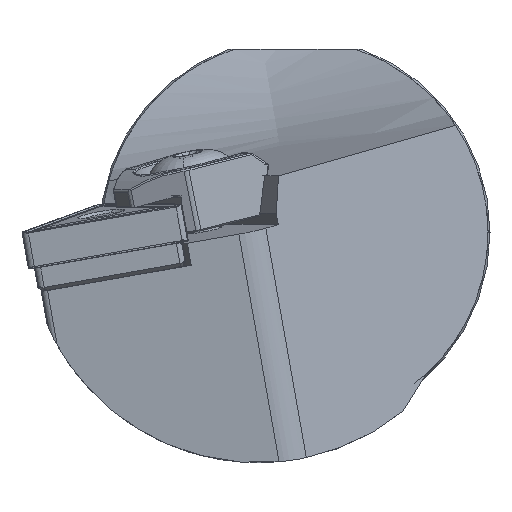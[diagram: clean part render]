
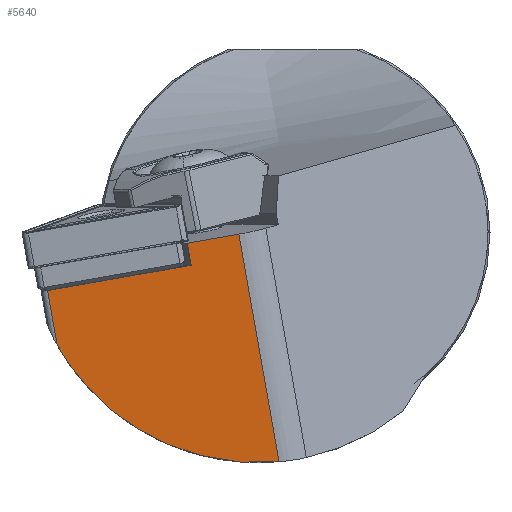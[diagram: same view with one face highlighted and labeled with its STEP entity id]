
A CAD part, left-side view. The second image highlights one B-rep face of the part: STEP entity #5640.
In plain terms, the highlighted planar face has unit normal (-0.995, -0.018, -0.103).
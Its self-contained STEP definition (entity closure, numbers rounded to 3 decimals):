
#90 = CARTESIAN_POINT ( 'NONE',  ( -265.494, 5.596, -4.194 ) ) ;
#106 = VECTOR ( 'NONE', #313, 1000. ) ;
#155 = LINE ( 'NONE', #3829, #7308 ) ;
#284 = CARTESIAN_POINT ( 'NONE',  ( -206.306, -73.77, -562.021 ) ) ;
#295 = CARTESIAN_POINT ( 'NONE',  ( -206.306, -98.806, -557.607 ) ) ;
#313 = DIRECTION ( 'NONE',  ( -0.105, 0.173, 0.979 ) ) ;
#330 = LINE ( 'NONE', #4935, #1971 ) ;
#520 = VERTEX_POINT ( 'NONE', #5154 ) ;
#598 = AXIS2_PLACEMENT_3D ( 'NONE', #8134, #6686, #3692 ) ;
#742 = EDGE_LOOP ( 'NONE', ( #2566, #1784, #3940, #2999, #6414, #3155 ) ) ;
#837 = CARTESIAN_POINT ( 'NONE',  ( -262.38, -6.164, -32.205 ) ) ;
#1192 = DIRECTION ( 'NONE',  ( -0.105, 0.173, 0.979 ) ) ;
#1353 = PLANE ( 'NONE',  #598 ) ;
#1661 = LINE ( 'NONE', #295, #4479 ) ;
#1784 = ORIENTED_EDGE ( 'NONE', *, *, #2196, .F. ) ;
#1971 = VECTOR ( 'NONE', #1192, 1000. ) ;
#2196 = EDGE_CURVE ( 'NONE', #6999, #6868, #5866, .T. ) ;
#2334 = DIRECTION ( 'NONE',  ( 0., -0.985, 0.174 ) ) ;
#2346 = LINE ( 'NONE', #284, #106 ) ;
#2363 = VERTEX_POINT ( 'NONE', #90 ) ;
#2566 = ORIENTED_EDGE ( 'NONE', *, *, #8935, .F. ) ;
#2837 = CARTESIAN_POINT ( 'NONE',  ( -265.193, 5.098, -7.015 ) ) ;
#2999 = ORIENTED_EDGE ( 'NONE', *, *, #7568, .F. ) ;
#3155 = ORIENTED_EDGE ( 'NONE', *, *, #4891, .F. ) ;
#3626 = CARTESIAN_POINT ( 'NONE',  ( -264.45, 22.293, -17.224 ) ) ;
#3692 = DIRECTION ( 'NONE',  ( 0., -0.985, 0.174 ) ) ;
#3829 = CARTESIAN_POINT ( 'NONE',  ( -265.494, 24.017, -7.442 ) ) ;
#3831 = CARTESIAN_POINT ( 'NONE',  ( -265.193, 23.52, -10.263 ) ) ;
#3940 = ORIENTED_EDGE ( 'NONE', *, *, #4322, .F. ) ;
#4322 = EDGE_CURVE ( 'NONE', #8611, #6999, #2346, .T. ) ;
#4350 = VECTOR ( 'NONE', #5326, 1000. ) ;
#4479 = VECTOR ( 'NONE', #4833, 1000. ) ;
#4611 = CARTESIAN_POINT ( 'NONE',  ( -262.484, 5.8, -33.308 ) ) ;
#4637 = CARTESIAN_POINT ( 'NONE',  ( -263.257, 16.431, -27.711 ) ) ;
#4689 = VERTEX_POINT ( 'NONE', #6760 ) ;
#4833 = DIRECTION ( 'NONE',  ( -0.105, 0.173, 0.979 ) ) ;
#4891 = EDGE_CURVE ( 'NONE', #2363, #520, #155, .T. ) ;
#4935 = CARTESIAN_POINT ( 'NONE',  ( -206.306, -92.192, -558.773 ) ) ;
#5154 = CARTESIAN_POINT ( 'NONE',  ( -265.494, -1.019, -3.028 ) ) ;
#5326 = DIRECTION ( 'NONE',  ( 0., -0.985, 0.174 ) ) ;
#5397 = EDGE_CURVE ( 'NONE', #4689, #520, #1661, .T. ) ;
#5640 = ADVANCED_FACE ( 'NONE', ( #7614 ), #1353, .F. ) ;
#5651 = CARTESIAN_POINT ( 'NONE',  ( -264.45, 22.293, -17.224 ) ) ;
#5866 = LINE ( 'NONE', #3831, #4350 ) ;
#6414 = ORIENTED_EDGE ( 'NONE', *, *, #5397, .T. ) ;
#6686 = DIRECTION ( 'NONE',  ( 0.995, 0.018, 0.103 ) ) ;
#6760 = CARTESIAN_POINT ( 'NONE',  ( -262.38, -6.164, -32.205 ) ) ;
#6868 = VERTEX_POINT ( 'NONE', #2837 ) ;
#6999 = VERTEX_POINT ( 'NONE', #7459 ) ;
#7308 = VECTOR ( 'NONE', #2334, 1000. ) ;
#7459 = CARTESIAN_POINT ( 'NONE',  ( -265.193, 23.52, -10.263 ) ) ;
#7568 = EDGE_CURVE ( 'NONE', #4689, #8611, #7743, .T. ) ;
#7614 = FACE_OUTER_BOUND ( 'NONE', #742, .T. ) ;
#7743 =( BOUNDED_CURVE ( )  B_SPLINE_CURVE ( 3, ( #837, #4611, #4637, #3626 ),
 .UNSPECIFIED., .F., .F. ) 
 B_SPLINE_CURVE_WITH_KNOTS ( ( 4, 4 ),
 ( 3.224, 4.377 ),
 .UNSPECIFIED. ) 
 CURVE ( )  GEOMETRIC_REPRESENTATION_ITEM ( )  RATIONAL_B_SPLINE_CURVE ( ( 1., 0.892, 0.892, 1. ) ) 
 REPRESENTATION_ITEM ( '' )  );
#8134 = CARTESIAN_POINT ( 'NONE',  ( -206.306, -73.77, -562.021 ) ) ;
#8611 = VERTEX_POINT ( 'NONE', #5651 ) ;
#8935 = EDGE_CURVE ( 'NONE', #6868, #2363, #330, .T. ) ;
